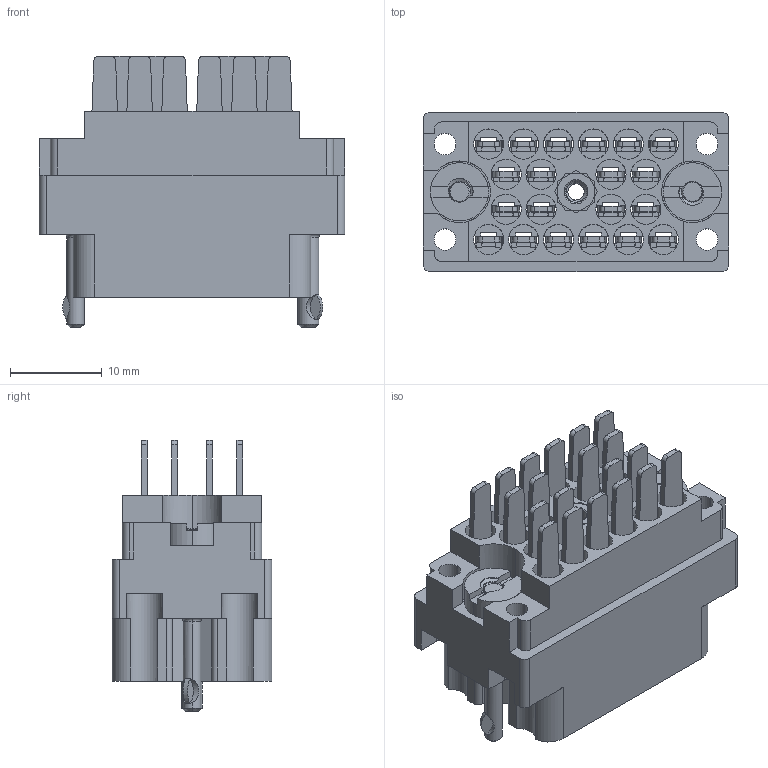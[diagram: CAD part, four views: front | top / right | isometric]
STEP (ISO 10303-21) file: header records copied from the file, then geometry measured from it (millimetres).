
FILE_DESCRIPTION (( 'STEP AP203' ), '1' );
FILE_NAME ('516-020-501-102.STEP', '2020-09-07T00:33:04', ( '' ), ( '' ), 'SwSTEP 2.0', 'SolidWorks 2020', '' );
FILE_SCHEMA (( 'CONFIG_CONTROL_DESIGN' ));
Length unit declared in the file: inch
Products named in the file (7): 516-252-025-100_516-252-025-100; 516 Plug Insulator_020; 516-252-021-102_020; 516-292-001_501 Contact; 516-020-501-102; 516-222-020-102_021; 516-222-020-102_020
Assembly tree (26 placements, depth 2):
  516-020-501-102
    516 Plug Insulator_020
    516-292-001_501 Contact  x20
    516-252-021-102_020  x2
    516-222-020-102_020
    516-252-025-100_516-252-025-100
    516-222-020-102_021
Bounding box: 33.32 x 17.42 x 29.59 mm (x, y, z)
Volume: 5642.1 mm3; surface area: 11659.9 mm2
Topology: 26 solids, 26 shells, 2297 faces, 6590 edges, 4360 vertices
Faces by surface type: plane 1306, cylinder 779, bspline 159, cone 49, torus 4
Entity records: 37537 total; most frequent: CARTESIAN_POINT 12893, ORIENTED_EDGE 5096, DIRECTION 4696, EDGE_CURVE 2548, VERTEX_POINT 1678, LINE 1642, VECTOR 1642, AXIS2_PLACEMENT_3D 1527
